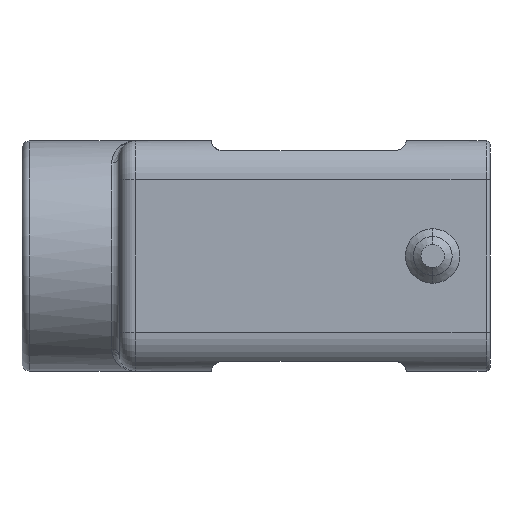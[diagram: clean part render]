
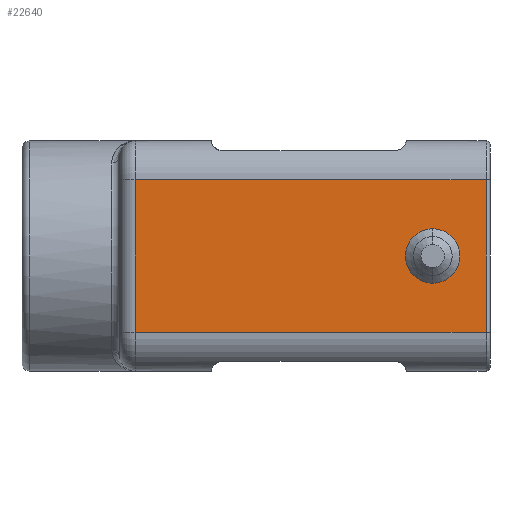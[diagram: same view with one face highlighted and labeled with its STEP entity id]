
A CAD part, left-side view. The second image highlights one B-rep face of the part: STEP entity #22640.
In plain terms, the highlighted planar face has unit normal (-1, 0, 0).
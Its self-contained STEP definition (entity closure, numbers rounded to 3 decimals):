
#856 = DIRECTION ( 'NONE',  ( 0., 0., -1. ) ) ;
#1387 = CARTESIAN_POINT ( 'NONE',  ( -40., -16.899, 0. ) ) ;
#1411 = VECTOR ( 'NONE', #17007, 1000. ) ;
#1923 = DIRECTION ( 'NONE',  ( 1., 0., 0. ) ) ;
#2000 = LINE ( 'NONE', #18321, #10431 ) ;
#3086 = FACE_BOUND ( 'NONE', #19934, .T. ) ;
#3157 = DIRECTION ( 'NONE',  ( 0., 0., -1. ) ) ;
#3400 = ORIENTED_EDGE ( 'NONE', *, *, #5438, .T. ) ;
#3981 = ORIENTED_EDGE ( 'NONE', *, *, #13994, .T. ) ;
#4043 = DIRECTION ( 'NONE',  ( 0., 1., 0. ) ) ;
#4087 = VERTEX_POINT ( 'NONE', #16586 ) ;
#4754 = EDGE_CURVE ( 'NONE', #25192, #23489, #18048, .T. ) ;
#5438 = EDGE_CURVE ( 'NONE', #11840, #8527, #2000, .T. ) ;
#5946 = ORIENTED_EDGE ( 'NONE', *, *, #18906, .T. ) ;
#7075 = DIRECTION ( 'NONE',  ( 0., 1., 0. ) ) ;
#7748 = CARTESIAN_POINT ( 'NONE',  ( -40., -23.25, 9.75 ) ) ;
#8207 = CARTESIAN_POINT ( 'NONE',  ( -40., -16.899, 3.5 ) ) ;
#8527 = VERTEX_POINT ( 'NONE', #11282 ) ;
#8817 = CARTESIAN_POINT ( 'NONE',  ( -40., 21.25, 9.75 ) ) ;
#9221 = CARTESIAN_POINT ( 'NONE',  ( -40., -16.899, -3.5 ) ) ;
#9320 = CARTESIAN_POINT ( 'NONE',  ( -40., -23.75, 9.75 ) ) ;
#10431 = VECTOR ( 'NONE', #856, 1000. ) ;
#11169 = FACE_OUTER_BOUND ( 'NONE', #22539, .T. ) ;
#11282 = CARTESIAN_POINT ( 'NONE',  ( -40., 21.25, -9.75 ) ) ;
#11671 = VECTOR ( 'NONE', #7075, 1000. ) ;
#11840 = VERTEX_POINT ( 'NONE', #8817 ) ;
#11876 = LINE ( 'NONE', #7748, #11671 ) ;
#12485 = VECTOR ( 'NONE', #20975, 1000. ) ;
#12726 = ORIENTED_EDGE ( 'NONE', *, *, #20649, .T. ) ;
#12874 = LINE ( 'NONE', #9320, #12485 ) ;
#13994 = EDGE_CURVE ( 'NONE', #4087, #11840, #11876, .T. ) ;
#15469 = VERTEX_POINT ( 'NONE', #24083 ) ;
#16586 = CARTESIAN_POINT ( 'NONE',  ( -40., -23.75, 9.75 ) ) ;
#17007 = DIRECTION ( 'NONE',  ( 0., -1., 0. ) ) ;
#17060 = DIRECTION ( 'NONE',  ( 1., 0., 0. ) ) ;
#17293 = AXIS2_PLACEMENT_3D ( 'NONE', #1387, #24974, #3157 ) ;
#17561 = CARTESIAN_POINT ( 'NONE',  ( -40., -16.899, 0. ) ) ;
#18048 = CIRCLE ( 'NONE', #20039, 3.5 ) ;
#18321 = CARTESIAN_POINT ( 'NONE',  ( -40., 21.25, 14.75 ) ) ;
#18828 = CARTESIAN_POINT ( 'NONE',  ( -40., -23.25, -9.75 ) ) ;
#18866 = LINE ( 'NONE', #18828, #1411 ) ;
#18906 = EDGE_CURVE ( 'NONE', #8527, #15469, #18866, .T. ) ;
#19401 = PLANE ( 'NONE',  #25066 ) ;
#19680 = ORIENTED_EDGE ( 'NONE', *, *, #4754, .T. ) ;
#19934 = EDGE_LOOP ( 'NONE', ( #24661, #19680 ) ) ;
#20039 = AXIS2_PLACEMENT_3D ( 'NONE', #17561, #17060, #24986 ) ;
#20649 = EDGE_CURVE ( 'NONE', #15469, #4087, #12874, .T. ) ;
#20975 = DIRECTION ( 'NONE',  ( 0., 0., 1. ) ) ;
#22539 = EDGE_LOOP ( 'NONE', ( #3981, #3400, #5946, #12726 ) ) ;
#22640 = ADVANCED_FACE ( 'NONE', ( #3086, #11169 ), #19401, .F. ) ;
#23489 = VERTEX_POINT ( 'NONE', #9221 ) ;
#23555 = CARTESIAN_POINT ( 'NONE',  ( -40., -23.25, 14.75 ) ) ;
#24083 = CARTESIAN_POINT ( 'NONE',  ( -40., -23.75, -9.75 ) ) ;
#24661 = ORIENTED_EDGE ( 'NONE', *, *, #25328, .T. ) ;
#24952 = CIRCLE ( 'NONE', #17293, 3.5 ) ;
#24974 = DIRECTION ( 'NONE',  ( 1., 0., 0. ) ) ;
#24986 = DIRECTION ( 'NONE',  ( 0., 0., -1. ) ) ;
#25066 = AXIS2_PLACEMENT_3D ( 'NONE', #23555, #1923, #4043 ) ;
#25192 = VERTEX_POINT ( 'NONE', #8207 ) ;
#25328 = EDGE_CURVE ( 'NONE', #23489, #25192, #24952, .T. ) ;
